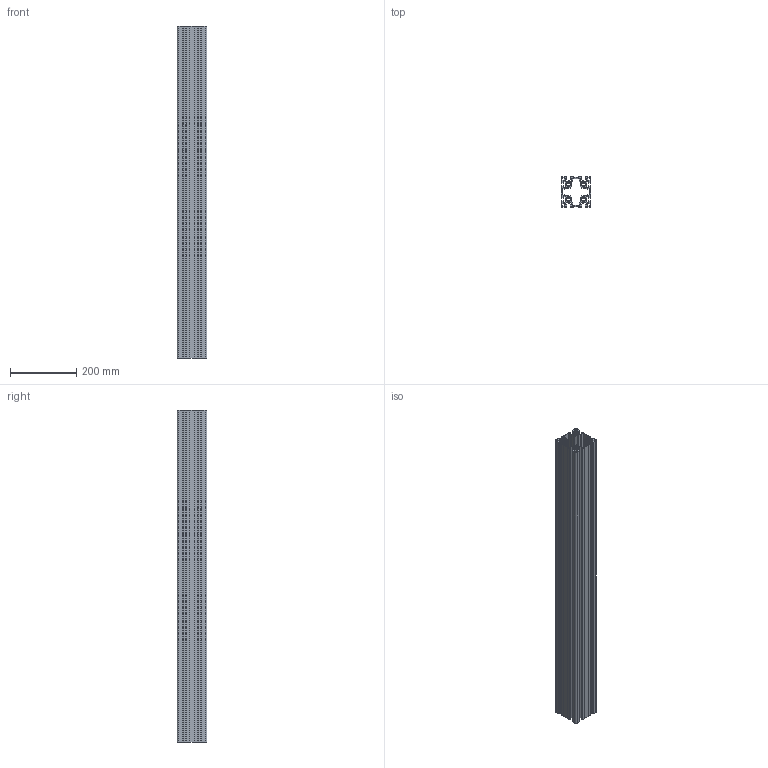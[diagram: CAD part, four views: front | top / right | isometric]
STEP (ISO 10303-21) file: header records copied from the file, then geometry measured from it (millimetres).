
FILE_DESCRIPTION((''),'2;1');
FILE_NAME('AR3725 profil 90x90.stp','2015-09-16T10:17:07',('Konstruktor II'),(''),'Autodesk Inventor 2013','Autodesk Inventor 2013','');
FILE_SCHEMA(('AUTOMOTIVE_DESIGN { 1 0 10303 214 1 1 1 1 }'));
Length unit declared in the file: millimetre
Products named in the file (1): AR3725 profil 90x90
Bounding box: 90 x 90 x 1000 mm (x, y, z)
Volume: 2346723.2 mm3; surface area: 1470584.2 mm2
Topology: 1 solids, 1 shells, 454 faces, 1356 edges, 904 vertices
Faces by surface type: plane 278, cylinder 176
Entity records: 15354 total; most frequent: CARTESIAN_POINT 2715, ORIENTED_EDGE 2712, DIRECTION 2618, EDGE_CURVE 1356, VECTOR 1004, LINE 1004, VERTEX_POINT 904, AXIS2_PLACEMENT_3D 807
